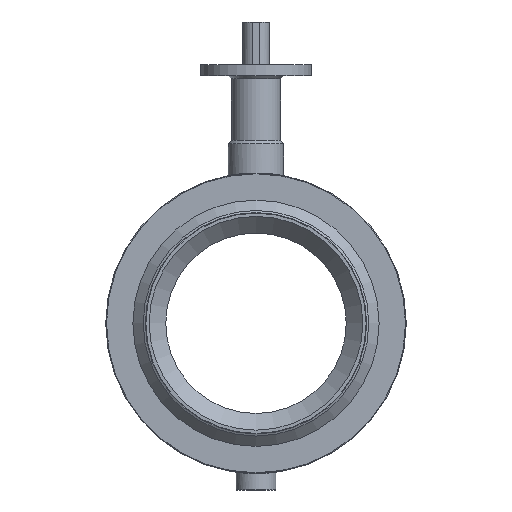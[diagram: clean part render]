
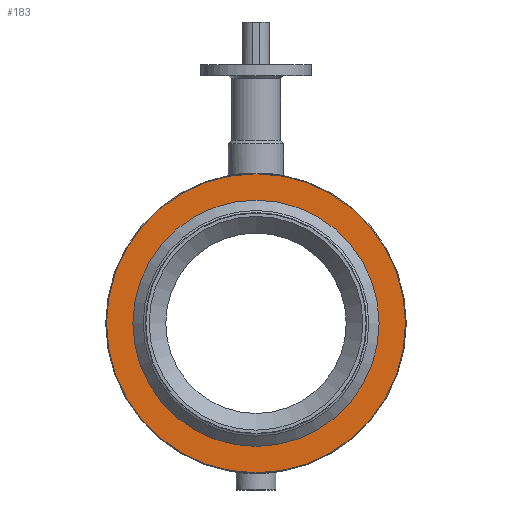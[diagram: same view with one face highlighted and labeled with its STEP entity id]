
A CAD part, left-side view. The second image highlights one B-rep face of the part: STEP entity #183.
In plain terms, the highlighted planar face has unit normal (-1, 0, 0).
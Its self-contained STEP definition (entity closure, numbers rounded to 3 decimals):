
#183 = ADVANCED_FACE( '', ( #414, #415 ), #416, .F. );
#414 = FACE_BOUND( '', #638, .T. );
#415 = FACE_OUTER_BOUND( '', #639, .T. );
#416 = PLANE( '', #640 );
#638 = EDGE_LOOP( '', ( #1001 ) );
#639 = EDGE_LOOP( '', ( #1002 ) );
#640 = AXIS2_PLACEMENT_3D( '', #1003, #1004, #1005 );
#1001 = ORIENTED_EDGE( '', *, *, #1080, .T. );
#1002 = ORIENTED_EDGE( '', *, *, #1014, .T. );
#1003 = CARTESIAN_POINT( '', ( -367.5, 0., 406.5 ) );
#1004 = DIRECTION( '', ( 1., 0., 0. ) );
#1005 = DIRECTION( '', ( 0., 0., -1. ) );
#1014 = EDGE_CURVE( '', #1149, #1149, #1150, .F. );
#1080 = EDGE_CURVE( '', #1259, #1259, #1260, .T. );
#1149 = VERTEX_POINT( '', #1347 );
#1150 = CIRCLE( '', #1348, 404.5 );
#1259 = VERTEX_POINT( '', #1749 );
#1260 = CIRCLE( '', #1750, 333. );
#1347 = CARTESIAN_POINT( '', ( -367.5, 0., -404.5 ) );
#1348 = AXIS2_PLACEMENT_3D( '', #1849, #1850, #1851 );
#1749 = CARTESIAN_POINT( '', ( -367.5, 0., -333. ) );
#1750 = AXIS2_PLACEMENT_3D( '', #1946, #1947, #1948 );
#1849 = CARTESIAN_POINT( '', ( -367.5, 0., 0. ) );
#1850 = DIRECTION( '', ( 1., 0., 0. ) );
#1851 = DIRECTION( '', ( 0., 0., -1. ) );
#1946 = CARTESIAN_POINT( '', ( -367.5, 0., 0. ) );
#1947 = DIRECTION( '', ( 1., 0., 0. ) );
#1948 = DIRECTION( '', ( 0., 0., -1. ) );
